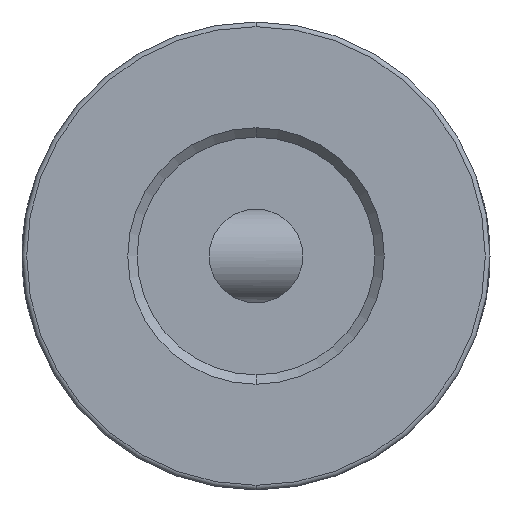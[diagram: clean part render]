
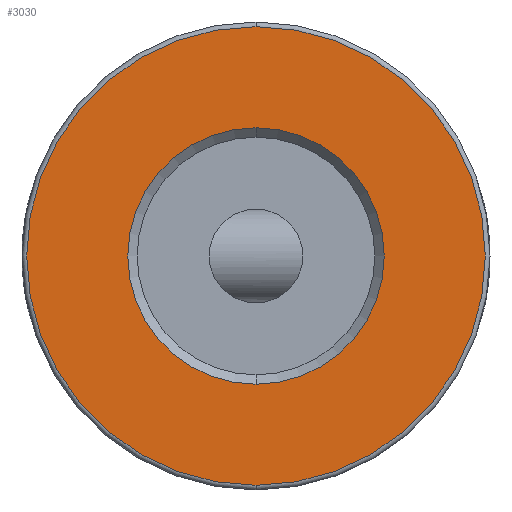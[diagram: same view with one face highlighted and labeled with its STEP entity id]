
A CAD part, front view. The second image highlights one B-rep face of the part: STEP entity #3030.
In plain terms, the highlighted planar face has unit normal (0, -1, 0).
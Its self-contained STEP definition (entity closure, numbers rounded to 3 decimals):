
#13 = VERTEX_POINT ( 'NONE', #3427 ) ;
#160 = AXIS2_PLACEMENT_3D ( 'NONE', #3264, #2762, #1425 ) ;
#164 = AXIS2_PLACEMENT_3D ( 'NONE', #216, #2904, #2083 ) ;
#173 = VERTEX_POINT ( 'NONE', #788 ) ;
#216 = CARTESIAN_POINT ( 'NONE',  ( -22.505, -36.102, 50. ) ) ;
#266 = CIRCLE ( 'NONE', #160, 6.85 ) ;
#311 = DIRECTION ( 'NONE',  ( 0., -1., 0. ) ) ;
#418 = ORIENTED_EDGE ( 'NONE', *, *, #497, .T. ) ;
#462 = VERTEX_POINT ( 'NONE', #891 ) ;
#497 = EDGE_CURVE ( 'NONE', #13, #2254, #266, .T. ) ;
#788 = CARTESIAN_POINT ( 'NONE',  ( -22.505, -36.102, 62.25 ) ) ;
#836 = FACE_BOUND ( 'NONE', #2111, .T. ) ;
#891 = CARTESIAN_POINT ( 'NONE',  ( -22.505, -36.102, 37.75 ) ) ;
#970 = AXIS2_PLACEMENT_3D ( 'NONE', #2940, #1353, #1521 ) ;
#1096 = DIRECTION ( 'NONE',  ( 0., 0., 1. ) ) ;
#1132 = CARTESIAN_POINT ( 'NONE',  ( -22.505, -36.102, 50. ) ) ;
#1247 = CIRCLE ( 'NONE', #2128, 6.85 ) ;
#1280 = FACE_OUTER_BOUND ( 'NONE', #1432, .T. ) ;
#1353 = DIRECTION ( 'NONE',  ( 0., 1., 0. ) ) ;
#1425 = DIRECTION ( 'NONE',  ( 0., 0., 1. ) ) ;
#1432 = EDGE_LOOP ( 'NONE', ( #1504, #1529 ) ) ;
#1504 = ORIENTED_EDGE ( 'NONE', *, *, #3078, .T. ) ;
#1521 = DIRECTION ( 'NONE',  ( 0., 0., 1. ) ) ;
#1529 = ORIENTED_EDGE ( 'NONE', *, *, #2251, .T. ) ;
#1684 = AXIS2_PLACEMENT_3D ( 'NONE', #2597, #311, #1096 ) ;
#1910 = PLANE ( 'NONE',  #970 ) ;
#1928 = DIRECTION ( 'NONE',  ( 0., 0., 1. ) ) ;
#1964 = CIRCLE ( 'NONE', #1684, 12.25 ) ;
#2083 = DIRECTION ( 'NONE',  ( 0., 0., 1. ) ) ;
#2111 = EDGE_LOOP ( 'NONE', ( #418, #3452 ) ) ;
#2128 = AXIS2_PLACEMENT_3D ( 'NONE', #1132, #3320, #1928 ) ;
#2216 = CIRCLE ( 'NONE', #164, 12.25 ) ;
#2251 = EDGE_CURVE ( 'NONE', #462, #173, #2216, .T. ) ;
#2254 = VERTEX_POINT ( 'NONE', #3163 ) ;
#2597 = CARTESIAN_POINT ( 'NONE',  ( -22.505, -36.102, 50. ) ) ;
#2762 = DIRECTION ( 'NONE',  ( 0., 1., 0. ) ) ;
#2904 = DIRECTION ( 'NONE',  ( 0., -1., 0. ) ) ;
#2940 = CARTESIAN_POINT ( 'NONE',  ( -22.505, -36.102, 50. ) ) ;
#3030 = ADVANCED_FACE ( 'NONE', ( #1280, #836 ), #1910, .F. ) ;
#3078 = EDGE_CURVE ( 'NONE', #173, #462, #1964, .T. ) ;
#3163 = CARTESIAN_POINT ( 'NONE',  ( -22.505, -36.102, 56.85 ) ) ;
#3264 = CARTESIAN_POINT ( 'NONE',  ( -22.505, -36.102, 50. ) ) ;
#3320 = DIRECTION ( 'NONE',  ( 0., 1., 0. ) ) ;
#3347 = EDGE_CURVE ( 'NONE', #2254, #13, #1247, .T. ) ;
#3427 = CARTESIAN_POINT ( 'NONE',  ( -22.505, -36.102, 43.15 ) ) ;
#3452 = ORIENTED_EDGE ( 'NONE', *, *, #3347, .T. ) ;
